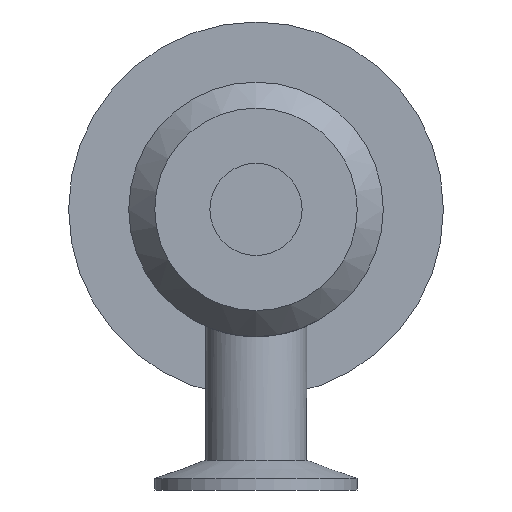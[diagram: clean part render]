
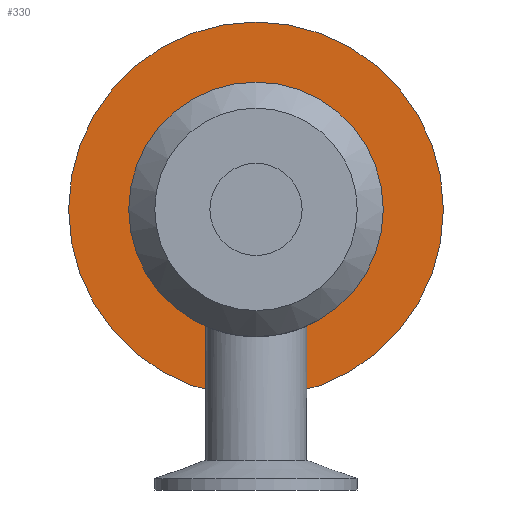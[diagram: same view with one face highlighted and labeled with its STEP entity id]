
A CAD part, left-side view. The second image highlights one B-rep face of the part: STEP entity #330.
In plain terms, the highlighted planar face has unit normal (-1, 0, 0).
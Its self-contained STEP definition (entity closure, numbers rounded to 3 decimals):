
#23=PLANE('',#383);
#30=FACE_BOUND('',#109,.T.);
#84=FACE_OUTER_BOUND('',#108,.T.);
#108=EDGE_LOOP('',(#255));
#109=EDGE_LOOP('',(#256));
#139=CIRCLE('',#384,46.75);
#140=CIRCLE('',#385,31.75);
#165=VERTEX_POINT('',#561);
#166=VERTEX_POINT('',#563);
#198=EDGE_CURVE('',#165,#165,#139,.T.);
#199=EDGE_CURVE('',#166,#166,#140,.T.);
#255=ORIENTED_EDGE('',*,*,#198,.T.);
#256=ORIENTED_EDGE('',*,*,#199,.F.);
#330=ADVANCED_FACE('',(#84,#30),#23,.T.);
#383=AXIS2_PLACEMENT_3D('',#560,#450,#451);
#384=AXIS2_PLACEMENT_3D('',#562,#452,#453);
#385=AXIS2_PLACEMENT_3D('',#564,#454,#455);
#450=DIRECTION('center_axis',(-1.,0.,0.));
#451=DIRECTION('ref_axis',(0.,0.,1.));
#452=DIRECTION('center_axis',(-1.,0.,0.));
#453=DIRECTION('ref_axis',(0.,0.,1.));
#454=DIRECTION('center_axis',(-1.,0.,0.));
#455=DIRECTION('ref_axis',(0.,0.,1.));
#560=CARTESIAN_POINT('Origin',(17.,0.,0.));
#561=CARTESIAN_POINT('',(17.,0.,-46.75));
#562=CARTESIAN_POINT('Origin',(17.,0.,0.));
#563=CARTESIAN_POINT('',(17.,0.,-31.75));
#564=CARTESIAN_POINT('Origin',(17.,0.,0.));
